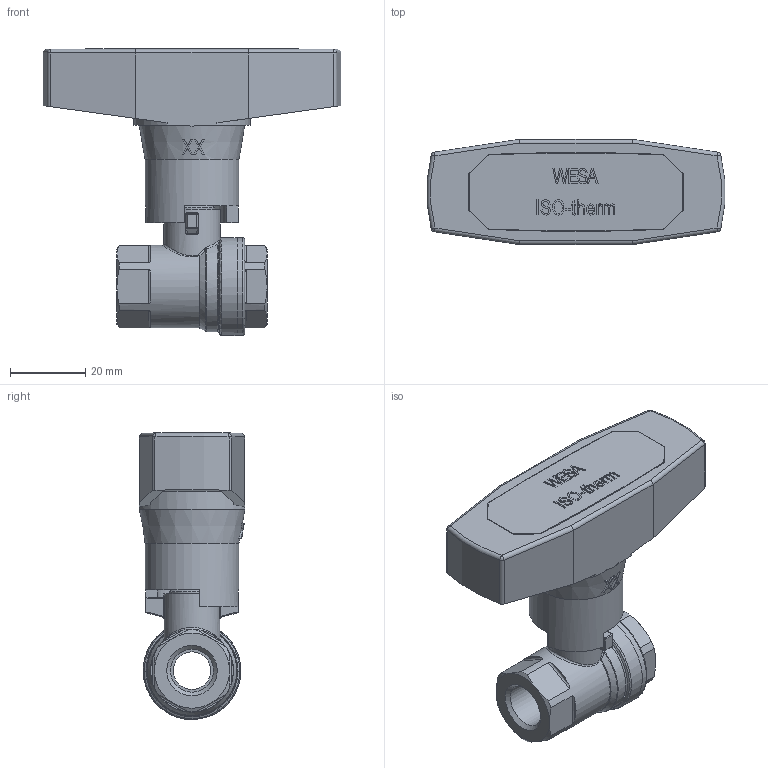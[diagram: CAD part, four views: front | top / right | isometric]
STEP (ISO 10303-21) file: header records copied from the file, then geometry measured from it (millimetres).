
FILE_DESCRIPTION(/* description */ ('Unknown','CAx-IF Rec.Pracs.---Representation and Presentation of Product Manufacturing Information (PMI)---4.0---2014-10-13','CAx-IF Rec.Pracs.---3D Tessellated Geometry---0.4---2014-09-14','2;1'),/* implementation_level */ '2;1');
FILE_NAME(/* name */ '9370-02',/* time_stamp */ '2024-02-19T08:47:18+01:00',/* author */ ('Unknown'),/* organization */ ('Unknown'),/* preprocessor_version */ 'ST-DEVELOPER v18.102',/* originating_system */ 'Solid Edge',/* authorisation */ 'Unknown');
FILE_SCHEMA (('AP242_MANAGED_MODEL_BASED_3D_ENGINEERING_MIM_LF { 1 0 10303 442 1 1 4 }'));
Length unit declared in the file: millimetre
Products named in the file (11): 9370-02; T-Griff 3_8-3_4; Abdeckkappe-3_8-1_1_2; Neu-T-Griff-Al-3_8-3_4-a; Befestigungsschraube-1_2-3_4; 9380__1_4_Zusammenbau_oa_0; Körper__1_4; Spindel-Zusammanbau_oa_1; Stopfbuchse__1_4 - 3_8; Spindel__1_4 - 3_8; Einschraubteil__1_4
Assembly tree (10 placements, depth 4):
  9370-02
    T-Griff 3_8-3_4
      Abdeckkappe-3_8-1_1_2
      Neu-T-Griff-Al-3_8-3_4-a
      Befestigungsschraube-1_2-3_4
    9380__1_4_Zusammenbau_oa_0
      Körper__1_4
      Spindel-Zusammanbau_oa_1
        Stopfbuchse__1_4 - 3_8
        Spindel__1_4 - 3_8
      Einschraubteil__1_4
Bounding box: 79.22 x 28 x 76.4 mm (x, y, z)
Volume: 41048 mm3; surface area: 27298.6 mm2
Topology: 7 solids, 7 shells, 773 faces, 2067 edges, 1337 vertices
Faces by surface type: plane 581, cylinder 105, cone 42, bspline 19, sphere 15, torus 11
Full cylindrical faces by diameter (mm): 3.4 x2, 5.4 x4, 8 x2, 8.1 x1, 8.3 x1, 10 x3, 10.5 x2, 10.647 x2, 11.445 x4, 12 x2, 15 x1, 16 x2, 18.1 x1, 18.917 x1, 19 x1, 20 x1, 22 x1, 23.2 x1, 25 x1, 26 x2
Entity records: 24728 total; most frequent: CARTESIAN_POINT 5265, ORIENTED_EDGE 3956, DIRECTION 3770, EDGE_CURVE 1978, LINE 1502, VECTOR 1502, VERTEX_POINT 1312, AXIS2_PLACEMENT_3D 1134
